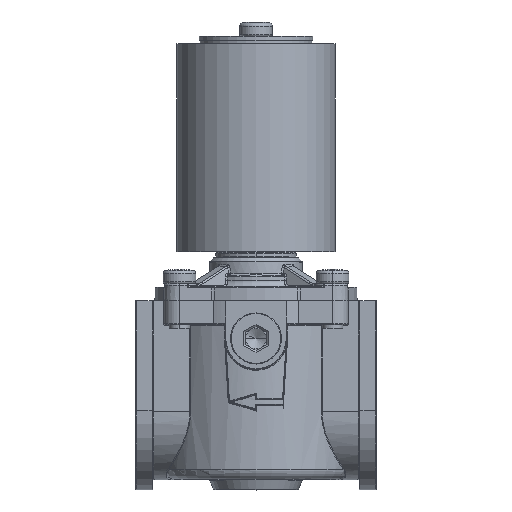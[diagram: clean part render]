
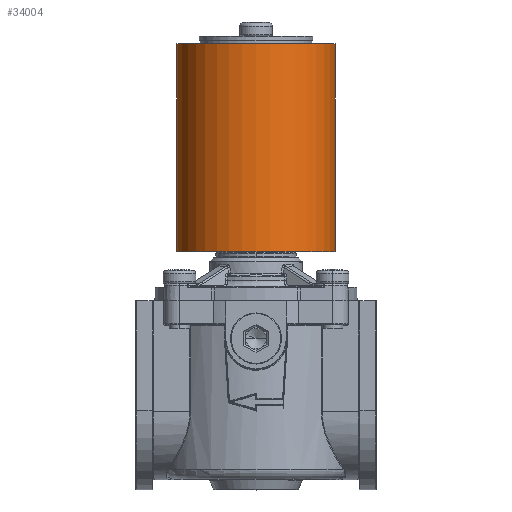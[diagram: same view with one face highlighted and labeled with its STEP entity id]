
A CAD part, top view. The second image highlights one B-rep face of the part: STEP entity #34004.
In plain terms, the highlighted cylindrical face has radius 23 mm (diameter 46 mm), a partial arc.
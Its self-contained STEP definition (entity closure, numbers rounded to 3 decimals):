
#33673=CARTESIAN_POINT('',(0.,-30.25,0.));
#33674=DIRECTION('',(0.,1.,0.));
#33675=DIRECTION('',(-0.652,0.,-0.758));
#33676=AXIS2_PLACEMENT_3D('',#33673,#33674,#33675);
#33716=DIRECTION('',(0.,1.,0.));
#33717=VECTOR('',#33716,60.5);
#33718=CARTESIAN_POINT('',(15.,-30.25,-17.436));
#33719=LINE('',#33718,#33717);
#33728=CARTESIAN_POINT('',(0.,30.25,0.));
#33729=DIRECTION('',(0.,1.,0.));
#33730=DIRECTION('',(-0.652,0.,-0.758));
#33731=AXIS2_PLACEMENT_3D('',#33728,#33729,#33730);
#33759=DIRECTION('',(0.,1.,0.));
#33760=VECTOR('',#33759,60.5);
#33761=CARTESIAN_POINT('',(-15.,-30.25,-17.436));
#33762=LINE('',#33761,#33760);
#33828=CARTESIAN_POINT('',(-15.,-30.25,-17.436));
#33830=VERTEX_POINT('',#33828);
#33831=CARTESIAN_POINT('',(15.,-30.25,-17.436));
#33832=VERTEX_POINT('',#33831);
#33835=CARTESIAN_POINT('',(-15.,30.25,-17.436));
#33836=CARTESIAN_POINT('',(15.,30.25,-17.436));
#33837=VERTEX_POINT('',#33835);
#33838=VERTEX_POINT('',#33836);
#33993=CARTESIAN_POINT('',(0.,-30.25,0.));
#33994=DIRECTION('',(0.,1.,0.));
#33995=DIRECTION('',(1.,0.,0.));
#33996=AXIS2_PLACEMENT_3D('',#33993,#33994,#33995);
#33997=CYLINDRICAL_SURFACE('',#33996,23.);
#33998=ORIENTED_EDGE('',*,*,#33882,.F.);
#33999=ORIENTED_EDGE('',*,*,#33910,.T.);
#34000=ORIENTED_EDGE('',*,*,#33970,.T.);
#34001=ORIENTED_EDGE('',*,*,#33956,.F.);
#34002=EDGE_LOOP('',(#33998,#33999,#34000,#34001));
#34003=FACE_OUTER_BOUND('',#34002,.F.);
#34004=ADVANCED_FACE('',(#34003),#33997,.T.);
#33677=CIRCLE('',#33676,23.);
#33732=CIRCLE('',#33731,23.);
#33882=EDGE_CURVE('',#33830,#33832,#33677,.T.);
#33910=EDGE_CURVE('',#33830,#33837,#33762,.T.);
#33956=EDGE_CURVE('',#33832,#33838,#33719,.T.);
#33970=EDGE_CURVE('',#33837,#33838,#33732,.T.);
